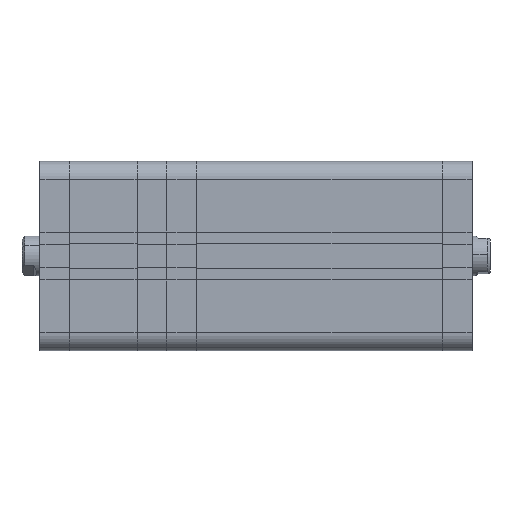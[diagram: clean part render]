
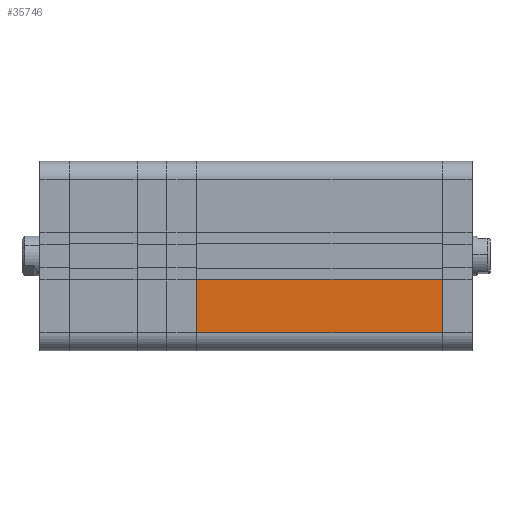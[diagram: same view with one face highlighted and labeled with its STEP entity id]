
A CAD part, front view. The second image highlights one B-rep face of the part: STEP entity #35746.
In plain terms, the highlighted planar face has unit normal (0, -1, 0).
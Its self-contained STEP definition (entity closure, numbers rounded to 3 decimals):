
#2542 = VERTEX_POINT ( 'NONE', #16643 ) ;
#3522 = CARTESIAN_POINT ( 'NONE',  ( 124., -47.75, -11.8 ) ) ;
#5252 = EDGE_LOOP ( 'NONE', ( #22597, #7750, #37521, #24735 ) ) ;
#5894 = CARTESIAN_POINT ( 'NONE',  ( 0., -47.75, -11.8 ) ) ;
#6736 = LINE ( 'NONE', #32333, #27397 ) ;
#6875 = VECTOR ( 'NONE', #22823, 1000. ) ;
#7750 = ORIENTED_EDGE ( 'NONE', *, *, #30575, .T. ) ;
#8172 = FACE_OUTER_BOUND ( 'NONE', #5252, .T. ) ;
#11930 = EDGE_CURVE ( 'NONE', #18037, #26459, #33088, .T. ) ;
#12750 = CARTESIAN_POINT ( 'NONE',  ( 124., -47.75, -38.75 ) ) ;
#13084 = VERTEX_POINT ( 'NONE', #12750 ) ;
#13286 = DIRECTION ( 'NONE',  ( 1., 0., 0. ) ) ;
#13992 = CARTESIAN_POINT ( 'NONE',  ( 124.001, -47.75, -11.8 ) ) ;
#14045 = DIRECTION ( 'NONE',  ( 0., 1., 0. ) ) ;
#16643 = CARTESIAN_POINT ( 'NONE',  ( 0., -47.75, -38.75 ) ) ;
#16865 = LINE ( 'NONE', #23564, #39262 ) ;
#18037 = VERTEX_POINT ( 'NONE', #3522 ) ;
#19439 = CARTESIAN_POINT ( 'NONE',  ( 0., -47.75, -47.75 ) ) ;
#20743 = AXIS2_PLACEMENT_3D ( 'NONE', #26842, #14045, #39414 ) ;
#22586 = LINE ( 'NONE', #19439, #32559 ) ;
#22597 = ORIENTED_EDGE ( 'NONE', *, *, #11930, .T. ) ;
#22823 = DIRECTION ( 'NONE',  ( -1., 0., 0. ) ) ;
#23564 = CARTESIAN_POINT ( 'NONE',  ( 124., -47.75, -38.75 ) ) ;
#24735 = ORIENTED_EDGE ( 'NONE', *, *, #35591, .F. ) ;
#26432 = PLANE ( 'NONE',  #20743 ) ;
#26459 = VERTEX_POINT ( 'NONE', #5894 ) ;
#26842 = CARTESIAN_POINT ( 'NONE',  ( 124., -47.75, -47.75 ) ) ;
#27397 = VECTOR ( 'NONE', #38595, 1000. ) ;
#28468 = DIRECTION ( 'NONE',  ( 0., 0., -1. ) ) ;
#30575 = EDGE_CURVE ( 'NONE', #26459, #2542, #22586, .T. ) ;
#31196 = EDGE_CURVE ( 'NONE', #2542, #13084, #16865, .T. ) ;
#32333 = CARTESIAN_POINT ( 'NONE',  ( 124., -47.75, -47.75 ) ) ;
#32559 = VECTOR ( 'NONE', #28468, 1000. ) ;
#33088 = LINE ( 'NONE', #13992, #6875 ) ;
#35591 = EDGE_CURVE ( 'NONE', #18037, #13084, #6736, .T. ) ;
#35746 = ADVANCED_FACE ( 'NONE', ( #8172 ), #26432, .F. ) ;
#37521 = ORIENTED_EDGE ( 'NONE', *, *, #31196, .T. ) ;
#38595 = DIRECTION ( 'NONE',  ( 0., 0., -1. ) ) ;
#39262 = VECTOR ( 'NONE', #13286, 1000. ) ;
#39414 = DIRECTION ( 'NONE',  ( 0., 0., 1. ) ) ;
